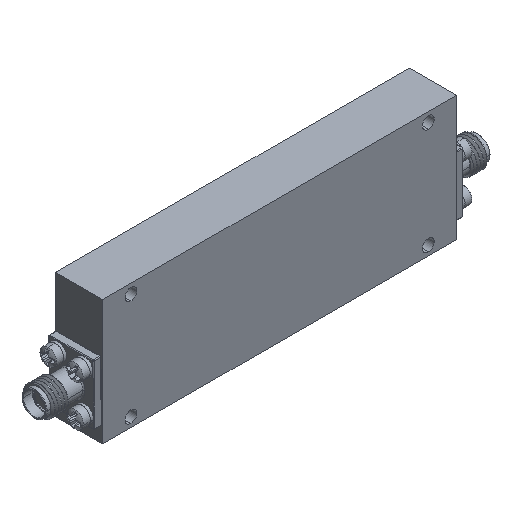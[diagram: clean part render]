
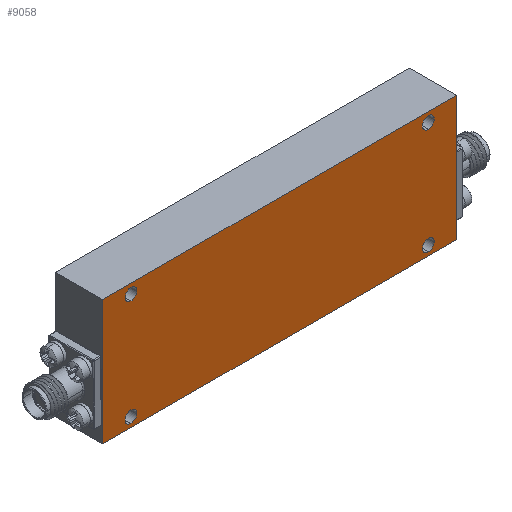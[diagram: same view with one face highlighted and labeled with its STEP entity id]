
A CAD part, isometric view. The second image highlights one B-rep face of the part: STEP entity #9058.
In plain terms, the highlighted planar face has unit normal (0, -1, 0).
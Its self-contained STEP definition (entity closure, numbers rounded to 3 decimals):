
#58 = EDGE_CURVE ( 'NONE', #28556, #25041, #28382, .T. ) ;
#542 = CARTESIAN_POINT ( 'NONE',  ( 0., 0., 0. ) ) ;
#1513 = ORIENTED_EDGE ( 'NONE', *, *, #58, .F. ) ;
#1914 = CARTESIAN_POINT ( 'NONE',  ( 6., 0., 3.245 ) ) ;
#2261 = EDGE_CURVE ( 'NONE', #13071, #15504, #12851, .T. ) ;
#2732 = LINE ( 'NONE', #20250, #16295 ) ;
#3027 = ORIENTED_EDGE ( 'NONE', *, *, #11837, .F. ) ;
#3515 = ORIENTED_EDGE ( 'NONE', *, *, #28252, .F. ) ;
#3655 = CIRCLE ( 'NONE', #6754, 1.245 ) ;
#3694 = AXIS2_PLACEMENT_3D ( 'NONE', #29109, #4491, #14376 ) ;
#3722 = DIRECTION ( 'NONE',  ( 0., 0., -1. ) ) ;
#4287 = CARTESIAN_POINT ( 'NONE',  ( 69., 0., 23.255 ) ) ;
#4418 = CARTESIAN_POINT ( 'NONE',  ( 69., 0., 0.755 ) ) ;
#4421 = CARTESIAN_POINT ( 'NONE',  ( 6., 0., 2. ) ) ;
#4491 = DIRECTION ( 'NONE',  ( 0., -1., 0. ) ) ;
#4560 = CARTESIAN_POINT ( 'NONE',  ( 6., 0., 23.255 ) ) ;
#5491 = ORIENTED_EDGE ( 'NONE', *, *, #23518, .F. ) ;
#5577 = FACE_BOUND ( 'NONE', #21775, .T. ) ;
#5669 = VECTOR ( 'NONE', #22903, 1000. ) ;
#6754 = AXIS2_PLACEMENT_3D ( 'NONE', #25624, #20600, #10701 ) ;
#6894 = ORIENTED_EDGE ( 'NONE', *, *, #17184, .F. ) ;
#7195 = CARTESIAN_POINT ( 'NONE',  ( 69., 0., 3.245 ) ) ;
#7689 = DIRECTION ( 'NONE',  ( 0., 1., 0. ) ) ;
#7707 = VERTEX_POINT ( 'NONE', #4418 ) ;
#7853 = EDGE_CURVE ( 'NONE', #19678, #25917, #12112, .T. ) ;
#8003 = FACE_BOUND ( 'NONE', #10551, .T. ) ;
#8386 = LINE ( 'NONE', #27665, #17021 ) ;
#8963 = DIRECTION ( 'NONE',  ( 0., -1., 0. ) ) ;
#9058 = ADVANCED_FACE ( 'NONE', ( #23228, #22600, #23068, #8003, #5577 ), #13024, .F. ) ;
#9198 = EDGE_CURVE ( 'NONE', #7707, #18958, #9571, .T. ) ;
#9344 = CIRCLE ( 'NONE', #18157, 1.245 ) ;
#9475 = CIRCLE ( 'NONE', #24479, 1.245 ) ;
#9571 = CIRCLE ( 'NONE', #10613, 1.245 ) ;
#9910 = CARTESIAN_POINT ( 'NONE',  ( 75., 0., 26.5 ) ) ;
#10164 = DIRECTION ( 'NONE',  ( -1., 0., 0. ) ) ;
#10271 = DIRECTION ( 'NONE',  ( 0., 0., 1. ) ) ;
#10461 = CARTESIAN_POINT ( 'NONE',  ( 6., 0., 25.745 ) ) ;
#10551 = EDGE_LOOP ( 'NONE', ( #1513, #5491 ) ) ;
#10613 = AXIS2_PLACEMENT_3D ( 'NONE', #18142, #28334, #23313 ) ;
#10630 = EDGE_CURVE ( 'NONE', #15504, #31865, #2732, .T. ) ;
#10701 = DIRECTION ( 'NONE',  ( 0., 0., -1. ) ) ;
#11837 = EDGE_CURVE ( 'NONE', #29009, #13071, #22827, .T. ) ;
#12110 = ORIENTED_EDGE ( 'NONE', *, *, #26437, .F. ) ;
#12112 = CIRCLE ( 'NONE', #29690, 1.245 ) ;
#12419 = CARTESIAN_POINT ( 'NONE',  ( 0., 0., 26.5 ) ) ;
#12496 = CARTESIAN_POINT ( 'NONE',  ( 6., 0., 2. ) ) ;
#12851 = LINE ( 'NONE', #19837, #5669 ) ;
#12872 = ORIENTED_EDGE ( 'NONE', *, *, #2261, .F. ) ;
#13024 = PLANE ( 'NONE',  #17341 ) ;
#13071 = VERTEX_POINT ( 'NONE', #12419 ) ;
#13417 = EDGE_CURVE ( 'NONE', #25917, #19678, #16933, .T. ) ;
#14107 = VERTEX_POINT ( 'NONE', #4560 ) ;
#14376 = DIRECTION ( 'NONE',  ( 0., 0., -1. ) ) ;
#14425 = AXIS2_PLACEMENT_3D ( 'NONE', #29959, #19622, #15239 ) ;
#14522 = ORIENTED_EDGE ( 'NONE', *, *, #9198, .F. ) ;
#14770 = VERTEX_POINT ( 'NONE', #10461 ) ;
#15239 = DIRECTION ( 'NONE',  ( 0., 0., -1. ) ) ;
#15486 = CARTESIAN_POINT ( 'NONE',  ( 69., 0., 25.745 ) ) ;
#15504 = VERTEX_POINT ( 'NONE', #9910 ) ;
#15639 = ORIENTED_EDGE ( 'NONE', *, *, #13417, .F. ) ;
#15882 = DIRECTION ( 'NONE',  ( 0., -1., 0. ) ) ;
#15899 = AXIS2_PLACEMENT_3D ( 'NONE', #4421, #8963, #21116 ) ;
#16295 = VECTOR ( 'NONE', #27540, 1000. ) ;
#16871 = CARTESIAN_POINT ( 'NONE',  ( 75., 0., 0. ) ) ;
#16933 = CIRCLE ( 'NONE', #15899, 1.245 ) ;
#17021 = VECTOR ( 'NONE', #10164, 1000. ) ;
#17184 = EDGE_CURVE ( 'NONE', #31865, #29009, #8386, .T. ) ;
#17341 = AXIS2_PLACEMENT_3D ( 'NONE', #542, #7689, #10271 ) ;
#17532 = DIRECTION ( 'NONE',  ( 0., -1., 0. ) ) ;
#17669 = CIRCLE ( 'NONE', #3694, 1.245 ) ;
#17804 = ORIENTED_EDGE ( 'NONE', *, *, #7853, .F. ) ;
#18142 = CARTESIAN_POINT ( 'NONE',  ( 69., 0., 2. ) ) ;
#18157 = AXIS2_PLACEMENT_3D ( 'NONE', #18334, #25782, #28207 ) ;
#18334 = CARTESIAN_POINT ( 'NONE',  ( 69., 0., 2. ) ) ;
#18440 = ORIENTED_EDGE ( 'NONE', *, *, #23471, .F. ) ;
#18958 = VERTEX_POINT ( 'NONE', #7195 ) ;
#19622 = DIRECTION ( 'NONE',  ( 0., -1., 0. ) ) ;
#19678 = VERTEX_POINT ( 'NONE', #1914 ) ;
#19837 = CARTESIAN_POINT ( 'NONE',  ( 0., 0., 26.5 ) ) ;
#20250 = CARTESIAN_POINT ( 'NONE',  ( 75., 0., 0. ) ) ;
#20600 = DIRECTION ( 'NONE',  ( 0., -1., 0. ) ) ;
#20771 = EDGE_LOOP ( 'NONE', ( #3027, #6894, #30548, #12872 ) ) ;
#20868 = CARTESIAN_POINT ( 'NONE',  ( 0., 0., 0. ) ) ;
#21116 = DIRECTION ( 'NONE',  ( 0., 0., -1. ) ) ;
#21775 = EDGE_LOOP ( 'NONE', ( #12110, #3515 ) ) ;
#22044 = VECTOR ( 'NONE', #28321, 1000. ) ;
#22600 = FACE_BOUND ( 'NONE', #28470, .T. ) ;
#22827 = LINE ( 'NONE', #20868, #22044 ) ;
#22903 = DIRECTION ( 'NONE',  ( 1., 0., 0. ) ) ;
#23068 = FACE_BOUND ( 'NONE', #29581, .T. ) ;
#23228 = FACE_OUTER_BOUND ( 'NONE', #20771, .T. ) ;
#23313 = DIRECTION ( 'NONE',  ( 0., 0., -1. ) ) ;
#23471 = EDGE_CURVE ( 'NONE', #18958, #7707, #9344, .T. ) ;
#23497 = CARTESIAN_POINT ( 'NONE',  ( 6., 0., 0.755 ) ) ;
#23518 = EDGE_CURVE ( 'NONE', #25041, #28556, #3655, .T. ) ;
#24479 = AXIS2_PLACEMENT_3D ( 'NONE', #30929, #15882, #3722 ) ;
#25041 = VERTEX_POINT ( 'NONE', #15486 ) ;
#25624 = CARTESIAN_POINT ( 'NONE',  ( 69., 0., 24.5 ) ) ;
#25782 = DIRECTION ( 'NONE',  ( 0., -1., 0. ) ) ;
#25917 = VERTEX_POINT ( 'NONE', #23497 ) ;
#26135 = CARTESIAN_POINT ( 'NONE',  ( 0., 0., 0. ) ) ;
#26437 = EDGE_CURVE ( 'NONE', #14107, #14770, #17669, .T. ) ;
#27413 = DIRECTION ( 'NONE',  ( 0., 0., -1. ) ) ;
#27540 = DIRECTION ( 'NONE',  ( 0., 0., -1. ) ) ;
#27665 = CARTESIAN_POINT ( 'NONE',  ( 0., 0., 0. ) ) ;
#28207 = DIRECTION ( 'NONE',  ( 0., 0., -1. ) ) ;
#28252 = EDGE_CURVE ( 'NONE', #14770, #14107, #9475, .T. ) ;
#28321 = DIRECTION ( 'NONE',  ( 0., 0., 1. ) ) ;
#28334 = DIRECTION ( 'NONE',  ( 0., -1., 0. ) ) ;
#28382 = CIRCLE ( 'NONE', #14425, 1.245 ) ;
#28470 = EDGE_LOOP ( 'NONE', ( #15639, #17804 ) ) ;
#28556 = VERTEX_POINT ( 'NONE', #4287 ) ;
#29009 = VERTEX_POINT ( 'NONE', #26135 ) ;
#29109 = CARTESIAN_POINT ( 'NONE',  ( 6., 0., 24.5 ) ) ;
#29581 = EDGE_LOOP ( 'NONE', ( #14522, #18440 ) ) ;
#29690 = AXIS2_PLACEMENT_3D ( 'NONE', #12496, #17532, #27413 ) ;
#29959 = CARTESIAN_POINT ( 'NONE',  ( 69., 0., 24.5 ) ) ;
#30548 = ORIENTED_EDGE ( 'NONE', *, *, #10630, .F. ) ;
#30929 = CARTESIAN_POINT ( 'NONE',  ( 6., 0., 24.5 ) ) ;
#31865 = VERTEX_POINT ( 'NONE', #16871 ) ;
